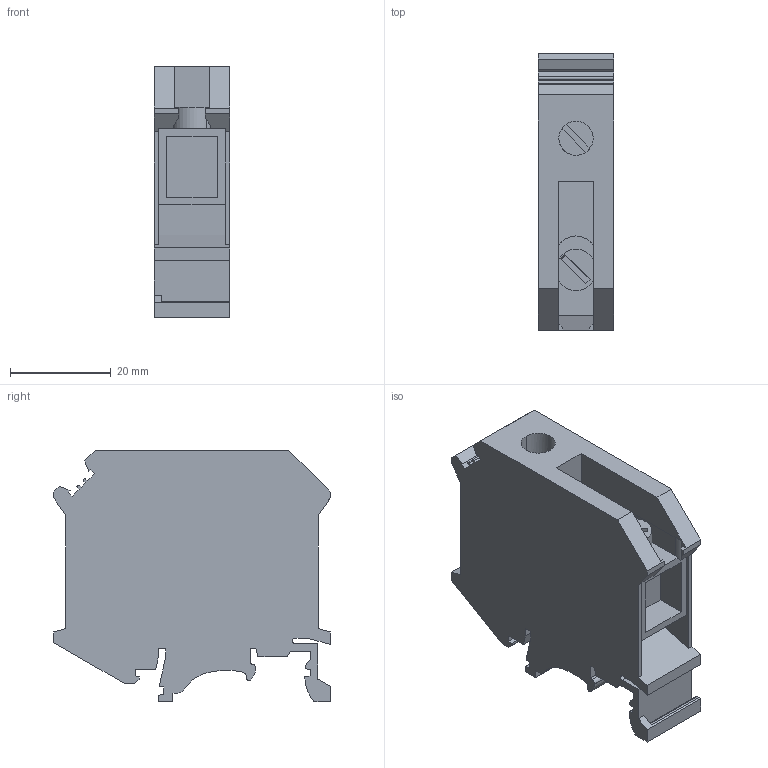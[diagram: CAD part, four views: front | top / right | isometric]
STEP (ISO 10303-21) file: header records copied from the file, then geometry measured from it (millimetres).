
FILE_DESCRIPTION(('STEP AP214'),'1');
FILE_NAME('cctmp_CA2865C6-5674-4AA8-9472-4D1409C085E9_2023_07_24_09_26_37_0259..stp','2023-07-24T07:26:37',('SIEMENS A&D'),('CADClick - www.CADClick.com'),'Spatial InterOp 3D postprocessed',' ','unknown authorization');
FILE_SCHEMA(('AUTOMOTIVE_DESIGN'));
Length unit declared in the file: millimetre
Products named in the file (1): 2023_07_24_09_26_37_0253
Bounding box: 15 x 54.9 x 49.8 mm (x, y, z)
Volume: 24706.2 mm3; surface area: 11420.5 mm2
Topology: 1 solids, 1 shells, 155 faces, 443 edges, 294 vertices
Faces by surface type: plane 129, cylinder 26
Entity records: 5503 total; most frequent: CARTESIAN_POINT 893, ORIENTED_EDGE 886, DIRECTION 819, EDGE_CURVE 443, LINE 379, VECTOR 379, VERTEX_POINT 294, AXIS2_PLACEMENT_3D 220
